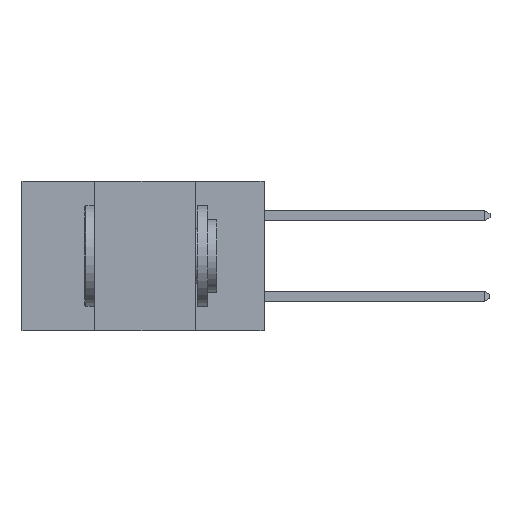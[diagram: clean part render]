
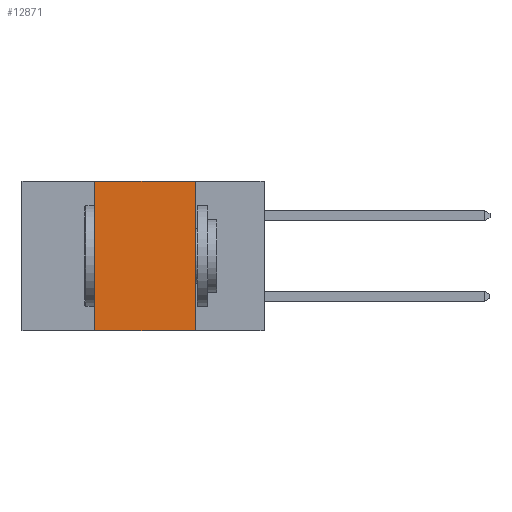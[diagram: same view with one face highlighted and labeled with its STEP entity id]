
A CAD part, left-side view. The second image highlights one B-rep face of the part: STEP entity #12871.
In plain terms, the highlighted planar face has unit normal (-1, 0, 0).
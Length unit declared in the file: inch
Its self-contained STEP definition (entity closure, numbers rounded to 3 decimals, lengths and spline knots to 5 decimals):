
#293 = VERTEX_POINT ( 'NONE', #8982 ) ;
#359 = CARTESIAN_POINT ( 'NONE',  ( 0., 0.42, 0. ) ) ;
#1899 = VERTEX_POINT ( 'NONE', #359 ) ;
#2015 = ORIENTED_EDGE ( 'NONE', *, *, #6636, .F. ) ;
#2344 = ORIENTED_EDGE ( 'NONE', *, *, #6682, .F. ) ;
#3013 = PLANE ( 'NONE',  #4828 ) ;
#3031 = EDGE_CURVE ( 'NONE', #1899, #13276, #11906, .T. ) ;
#3170 = LINE ( 'NONE', #13016, #8519 ) ;
#3506 = LINE ( 'NONE', #11084, #12236 ) ;
#4111 = DIRECTION ( 'NONE',  ( 1., 0., 0. ) ) ;
#4828 = AXIS2_PLACEMENT_3D ( 'NONE', #9371, #4111, #11459 ) ;
#5322 = CARTESIAN_POINT ( 'NONE',  ( 0., 0.6, 0. ) ) ;
#6063 = VECTOR ( 'NONE', #9036, 39.37008 ) ;
#6636 = EDGE_CURVE ( 'NONE', #13276, #293, #7434, .T. ) ;
#6682 = EDGE_CURVE ( 'NONE', #7235, #1899, #3506, .T. ) ;
#6712 = EDGE_CURVE ( 'NONE', #7235, #293, #3170, .T. ) ;
#7035 = CARTESIAN_POINT ( 'NONE',  ( 0., 0.17, 0. ) ) ;
#7235 = VERTEX_POINT ( 'NONE', #12273 ) ;
#7256 = ORIENTED_EDGE ( 'NONE', *, *, #3031, .F. ) ;
#7434 = LINE ( 'NONE', #10031, #10488 ) ;
#8031 = ORIENTED_EDGE ( 'NONE', *, *, #6712, .T. ) ;
#8519 = VECTOR ( 'NONE', #12883, 39.37008 ) ;
#8982 = CARTESIAN_POINT ( 'NONE',  ( 0., 0.17, -0.37 ) ) ;
#9036 = DIRECTION ( 'NONE',  ( 0., -1., 0. ) ) ;
#9088 = EDGE_LOOP ( 'NONE', ( #2015, #7256, #2344, #8031 ) ) ;
#9371 = CARTESIAN_POINT ( 'NONE',  ( 0., 0.6, 0. ) ) ;
#10031 = CARTESIAN_POINT ( 'NONE',  ( 0., 0.17, 0. ) ) ;
#10147 = DIRECTION ( 'NONE',  ( 0., 0., -1. ) ) ;
#10488 = VECTOR ( 'NONE', #10147, 39.37008 ) ;
#11017 = DIRECTION ( 'NONE',  ( 0., 0., 1. ) ) ;
#11084 = CARTESIAN_POINT ( 'NONE',  ( 0., 0.42, 0. ) ) ;
#11101 = FACE_OUTER_BOUND ( 'NONE', #9088, .T. ) ;
#11459 = DIRECTION ( 'NONE',  ( 0., 0., -1. ) ) ;
#11906 = LINE ( 'NONE', #5322, #6063 ) ;
#12236 = VECTOR ( 'NONE', #11017, 39.37008 ) ;
#12273 = CARTESIAN_POINT ( 'NONE',  ( 0., 0.42, -0.37 ) ) ;
#12871 = ADVANCED_FACE ( 'NONE', ( #11101 ), #3013, .F. ) ;
#12883 = DIRECTION ( 'NONE',  ( 0., -1., 0. ) ) ;
#13016 = CARTESIAN_POINT ( 'NONE',  ( 0., 0.6, -0.37 ) ) ;
#13276 = VERTEX_POINT ( 'NONE', #7035 ) ;
